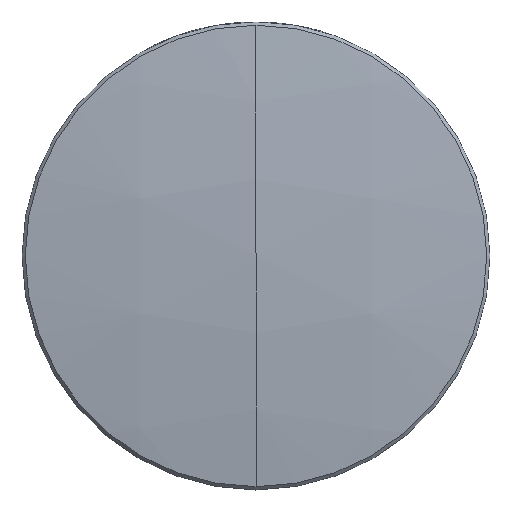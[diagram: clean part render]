
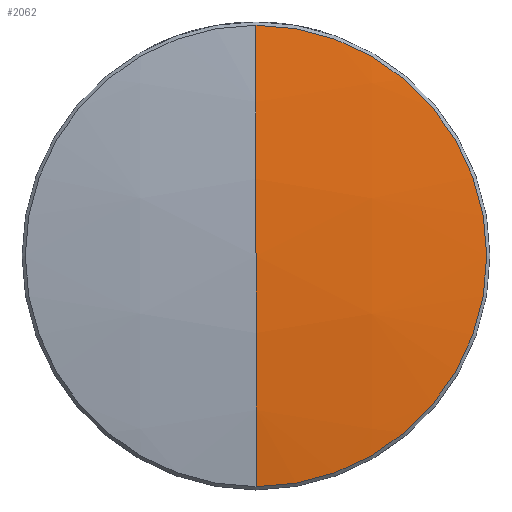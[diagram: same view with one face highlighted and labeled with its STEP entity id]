
A CAD part, top view. The second image highlights one B-rep face of the part: STEP entity #2062.
In plain terms, the highlighted spherical face has radius 90.13 mm.
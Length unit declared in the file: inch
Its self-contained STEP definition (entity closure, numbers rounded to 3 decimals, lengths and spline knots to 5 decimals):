
#101 = CARTESIAN_POINT ( 'NONE',  ( 0., 0., 0.02247 ) ) ;
#230 = ORIENTED_EDGE ( 'NONE', *, *, #2020, .T. ) ;
#242 = CIRCLE ( 'NONE', #2269, 3.54843 ) ;
#335 = ORIENTED_EDGE ( 'NONE', *, *, #1340, .T. ) ;
#632 = DIRECTION ( 'NONE',  ( 1., 0., 0. ) ) ;
#741 = EDGE_CURVE ( 'NONE', #1027, #1432, #242, .T. ) ;
#744 = AXIS2_PLACEMENT_3D ( 'NONE', #1783, #632, #1584 ) ;
#801 = CARTESIAN_POINT ( 'NONE',  ( 0., 0.49304, 0.02247 ) ) ;
#811 = DIRECTION ( 'NONE',  ( 1., 0., 0. ) ) ;
#847 = ORIENTED_EDGE ( 'NONE', *, *, #741, .F. ) ;
#935 = CIRCLE ( 'NONE', #1101, 0.49304 ) ;
#952 = CARTESIAN_POINT ( 'NONE',  ( 0.49304, 0., 0.02247 ) ) ;
#955 = CARTESIAN_POINT ( 'NONE',  ( 0., 0., -3.49154 ) ) ;
#968 = AXIS2_PLACEMENT_3D ( 'NONE', #1588, #2171, #811 ) ;
#1027 = VERTEX_POINT ( 'NONE', #1641 ) ;
#1032 = DIRECTION ( 'NONE',  ( 0., 0., 1. ) ) ;
#1101 = AXIS2_PLACEMENT_3D ( 'NONE', #101, #1032, #1813 ) ;
#1150 = DIRECTION ( 'NONE',  ( -1., 0., 0. ) ) ;
#1168 = EDGE_LOOP ( 'NONE', ( #335, #2084, #230, #847 ) ) ;
#1307 = SPHERICAL_SURFACE ( 'NONE', #744, 3.54843 ) ;
#1340 = EDGE_CURVE ( 'NONE', #1027, #1606, #2043, .T. ) ;
#1372 = EDGE_CURVE ( 'NONE', #1606, #1382, #935, .T. ) ;
#1382 = VERTEX_POINT ( 'NONE', #801 ) ;
#1402 = DIRECTION ( 'NONE',  ( 1., 0., 0. ) ) ;
#1416 = CIRCLE ( 'NONE', #2379, 3.54843 ) ;
#1432 = VERTEX_POINT ( 'NONE', #2210 ) ;
#1584 = DIRECTION ( 'NONE',  ( 0., -1., 0. ) ) ;
#1588 = CARTESIAN_POINT ( 'NONE',  ( 0., 0., 0.02247 ) ) ;
#1606 = VERTEX_POINT ( 'NONE', #952 ) ;
#1612 = DIRECTION ( 'NONE',  ( 0., 1., 0. ) ) ;
#1641 = CARTESIAN_POINT ( 'NONE',  ( 0., -0.49304, 0.02247 ) ) ;
#1725 = DIRECTION ( 'NONE',  ( 0., -1., 0. ) ) ;
#1776 = CARTESIAN_POINT ( 'NONE',  ( 0., 0., -3.49154 ) ) ;
#1783 = CARTESIAN_POINT ( 'NONE',  ( 0., 0., -3.49154 ) ) ;
#1813 = DIRECTION ( 'NONE',  ( 1., 0., 0. ) ) ;
#2020 = EDGE_CURVE ( 'NONE', #1382, #1432, #1416, .T. ) ;
#2043 = CIRCLE ( 'NONE', #968, 0.49304 ) ;
#2062 = ADVANCED_FACE ( 'NONE', ( #2463 ), #1307, .T. ) ;
#2084 = ORIENTED_EDGE ( 'NONE', *, *, #1372, .T. ) ;
#2171 = DIRECTION ( 'NONE',  ( 0., 0., 1. ) ) ;
#2210 = CARTESIAN_POINT ( 'NONE',  ( 0., 0., 0.05689 ) ) ;
#2269 = AXIS2_PLACEMENT_3D ( 'NONE', #955, #1150, #1725 ) ;
#2379 = AXIS2_PLACEMENT_3D ( 'NONE', #1776, #1402, #1612 ) ;
#2463 = FACE_OUTER_BOUND ( 'NONE', #1168, .T. ) ;
